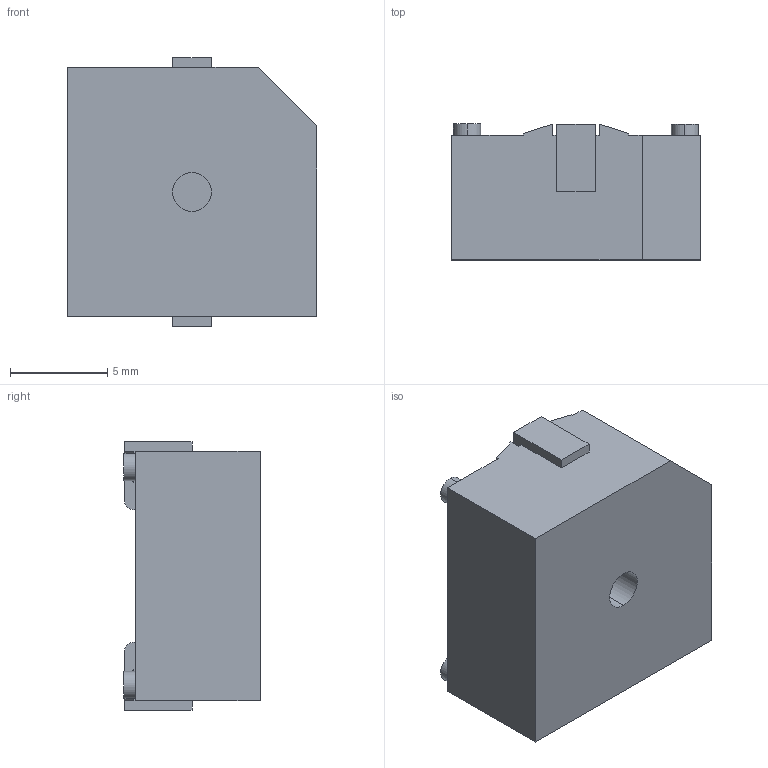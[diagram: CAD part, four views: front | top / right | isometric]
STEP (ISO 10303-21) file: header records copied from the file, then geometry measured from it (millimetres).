
FILE_DESCRIPTION (( 'STEP AP214' ), '1' );
FILE_NAME ('CUI_DEVICES_CMT-1270S-SMT-TR.step', '2019-10-20T21:38:09', ( '' ), ( '' ), 'SwSTEP 2.0', 'SolidWorks 2019', '' );
FILE_SCHEMA (( 'AUTOMOTIVE_DESIGN' ));
Length unit declared in the file: inch
Products named in the file (1): CUI_DEVICES_CMT-1270S-SMT-TR
Bounding box: 12.8 x 7 x 13.8 mm (x, y, z)
Volume: 1004.3 mm3; surface area: 726.4 mm2
Topology: 1 solids, 1 shells, 55 faces, 143 edges, 94 vertices
Faces by surface type: plane 43, cylinder 12
Entity records: 1938 total; most frequent: CARTESIAN_POINT 305, ORIENTED_EDGE 286, DIRECTION 283, EDGE_CURVE 143, LINE 107, VECTOR 107, VERTEX_POINT 94, AXIS2_PLACEMENT_3D 88
